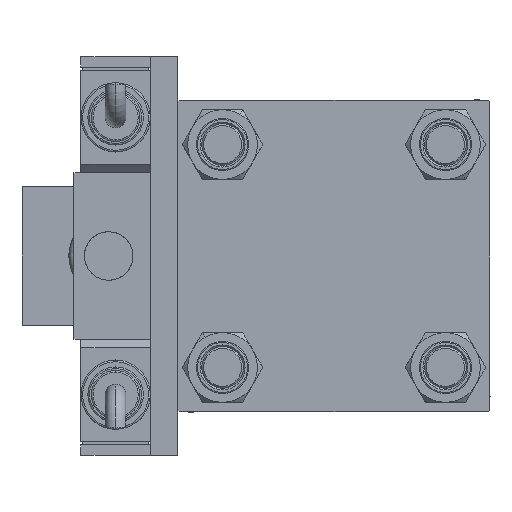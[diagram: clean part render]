
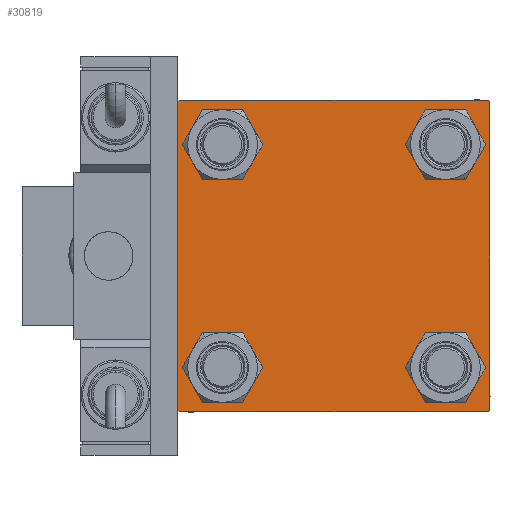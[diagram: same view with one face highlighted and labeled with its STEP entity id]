
A CAD part, left-side view. The second image highlights one B-rep face of the part: STEP entity #30819.
In plain terms, the highlighted planar face has unit normal (-1, 0, 0).
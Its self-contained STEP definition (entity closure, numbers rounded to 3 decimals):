
#264 = LINE ( 'NONE', #22213, #34754 ) ;
#583 = AXIS2_PLACEMENT_3D ( 'NONE', #21252, #11865, #8150 ) ;
#1502 = EDGE_CURVE ( 'NONE', #55642, #56412, #22631, .T. ) ;
#1959 = DIRECTION ( 'NONE',  ( 0., -1., 0. ) ) ;
#2150 = EDGE_CURVE ( 'NONE', #35887, #14122, #28494, .T. ) ;
#2972 = ORIENTED_EDGE ( 'NONE', *, *, #34607, .F. ) ;
#3102 = CIRCLE ( 'NONE', #20393, 6.5 ) ;
#3161 = DIRECTION ( 'NONE',  ( 0., 0., 1. ) ) ;
#3472 = EDGE_CURVE ( 'NONE', #42747, #52146, #39310, .T. ) ;
#3751 = VECTOR ( 'NONE', #24208, 1000. ) ;
#3900 = VERTEX_POINT ( 'NONE', #45045 ) ;
#3982 = CARTESIAN_POINT ( 'NONE',  ( 0., -32.15, -25.65 ) ) ;
#4212 = CARTESIAN_POINT ( 'NONE',  ( 0., -32.15, 32.15 ) ) ;
#4829 = EDGE_LOOP ( 'NONE', ( #10969, #39746 ) ) ;
#5575 = EDGE_LOOP ( 'NONE', ( #45139, #13876, #8819, #28797, #32874, #38849, #2972, #52987 ) ) ;
#5678 = DIRECTION ( 'NONE',  ( 0., -0.707, -0.707 ) ) ;
#5955 = EDGE_LOOP ( 'NONE', ( #41826, #45221 ) ) ;
#6353 = CARTESIAN_POINT ( 'NONE',  ( 0., -32.15, -38.65 ) ) ;
#6493 = CARTESIAN_POINT ( 'NONE',  ( 0., 45., -44.5 ) ) ;
#6992 = DIRECTION ( 'NONE',  ( 0., 0., 1. ) ) ;
#7418 = LINE ( 'NONE', #24810, #44841 ) ;
#8150 = DIRECTION ( 'NONE',  ( 0., 0., 1. ) ) ;
#8638 = CARTESIAN_POINT ( 'NONE',  ( 0., 44.5, 45. ) ) ;
#8819 = ORIENTED_EDGE ( 'NONE', *, *, #52974, .T. ) ;
#9438 = EDGE_CURVE ( 'NONE', #37050, #56412, #21108, .T. ) ;
#9544 = CARTESIAN_POINT ( 'NONE',  ( 0., -45., 45. ) ) ;
#10051 = VECTOR ( 'NONE', #40054, 1000. ) ;
#10063 = ORIENTED_EDGE ( 'NONE', *, *, #23559, .T. ) ;
#10653 = CIRCLE ( 'NONE', #583, 6.5 ) ;
#10969 = ORIENTED_EDGE ( 'NONE', *, *, #43764, .T. ) ;
#11739 = ORIENTED_EDGE ( 'NONE', *, *, #42259, .T. ) ;
#11865 = DIRECTION ( 'NONE',  ( 1., 0., 0. ) ) ;
#12837 = DIRECTION ( 'NONE',  ( 0., -0.707, 0.707 ) ) ;
#13876 = ORIENTED_EDGE ( 'NONE', *, *, #36183, .T. ) ;
#13895 = LINE ( 'NONE', #31295, #53108 ) ;
#14122 = VERTEX_POINT ( 'NONE', #6493 ) ;
#14876 = CARTESIAN_POINT ( 'NONE',  ( 0., -44.5, -45. ) ) ;
#15993 = VECTOR ( 'NONE', #1959, 1000. ) ;
#16331 = CARTESIAN_POINT ( 'NONE',  ( 0., 32.15, -32.15 ) ) ;
#17121 = CARTESIAN_POINT ( 'NONE',  ( 0., 32.15, 32.15 ) ) ;
#19074 = LINE ( 'NONE', #19360, #36949 ) ;
#19360 = CARTESIAN_POINT ( 'NONE',  ( 0., 44.75, -44.75 ) ) ;
#19375 = CARTESIAN_POINT ( 'NONE',  ( 0., 45., 45. ) ) ;
#19649 = VERTEX_POINT ( 'NONE', #23542 ) ;
#19812 = FACE_BOUND ( 'NONE', #5955, .T. ) ;
#20393 = AXIS2_PLACEMENT_3D ( 'NONE', #36848, #54505, #45672 ) ;
#20644 = DIRECTION ( 'NONE',  ( 0., 0., 1. ) ) ;
#20758 = DIRECTION ( 'NONE',  ( 1., 0., 0. ) ) ;
#21108 = LINE ( 'NONE', #47345, #51376 ) ;
#21173 = DIRECTION ( 'NONE',  ( 0., 0., 1. ) ) ;
#21252 = CARTESIAN_POINT ( 'NONE',  ( 0., 32.15, 32.15 ) ) ;
#22213 = CARTESIAN_POINT ( 'NONE',  ( 0., -44.75, 44.75 ) ) ;
#22270 = VERTEX_POINT ( 'NONE', #6353 ) ;
#22631 = LINE ( 'NONE', #9544, #10051 ) ;
#22824 = DIRECTION ( 'NONE',  ( 1., 0., 0. ) ) ;
#23542 = CARTESIAN_POINT ( 'NONE',  ( 0., 44.5, -45. ) ) ;
#23559 = EDGE_CURVE ( 'NONE', #23721, #22270, #42036, .T. ) ;
#23721 = VERTEX_POINT ( 'NONE', #3982 ) ;
#23720 = EDGE_CURVE ( 'NONE', #55642, #24095, #264, .T. ) ;
#23723 = AXIS2_PLACEMENT_3D ( 'NONE', #16331, #22824, #48228 ) ;
#24095 = VERTEX_POINT ( 'NONE', #41779 ) ;
#24208 = DIRECTION ( 'NONE',  ( 0., 0., -1. ) ) ;
#24603 = EDGE_CURVE ( 'NONE', #45711, #35887, #7418, .T. ) ;
#24810 = CARTESIAN_POINT ( 'NONE',  ( 0., 44.75, 44.75 ) ) ;
#26018 = DIRECTION ( 'NONE',  ( 1., 0., 0. ) ) ;
#28494 = LINE ( 'NONE', #19375, #3751 ) ;
#28664 = CARTESIAN_POINT ( 'NONE',  ( 0., -32.15, -32.15 ) ) ;
#28797 = ORIENTED_EDGE ( 'NONE', *, *, #9438, .T. ) ;
#29043 = LINE ( 'NONE', #41036, #15993 ) ;
#29777 = FACE_BOUND ( 'NONE', #4829, .T. ) ;
#30313 = CARTESIAN_POINT ( 'NONE',  ( 0., -32.15, 32.15 ) ) ;
#30819 = ADVANCED_FACE ( 'NONE', ( #55426, #33212, #29777, #19812, #55706 ), #54864, .T. ) ;
#31295 = CARTESIAN_POINT ( 'NONE',  ( 0., 45., -45. ) ) ;
#32031 = AXIS2_PLACEMENT_3D ( 'NONE', #37098, #52853, #39766 ) ;
#32874 = ORIENTED_EDGE ( 'NONE', *, *, #1502, .F. ) ;
#33140 = VERTEX_POINT ( 'NONE', #37158 ) ;
#33212 = FACE_BOUND ( 'NONE', #36177, .T. ) ;
#33846 = AXIS2_PLACEMENT_3D ( 'NONE', #30313, #26018, #21173 ) ;
#34607 = EDGE_CURVE ( 'NONE', #45711, #24095, #29043, .T. ) ;
#34716 = EDGE_CURVE ( 'NONE', #52146, #42747, #52417, .T. ) ;
#34754 = VECTOR ( 'NONE', #43048, 1000. ) ;
#34930 = AXIS2_PLACEMENT_3D ( 'NONE', #17121, #56182, #3161 ) ;
#34975 = CARTESIAN_POINT ( 'NONE',  ( 0., -45., 44.5 ) ) ;
#35887 = VERTEX_POINT ( 'NONE', #45645 ) ;
#35974 = CARTESIAN_POINT ( 'NONE',  ( 0., 32.15, -38.65 ) ) ;
#36177 = EDGE_LOOP ( 'NONE', ( #10063, #11739 ) ) ;
#36183 = EDGE_CURVE ( 'NONE', #14122, #19649, #19074, .T. ) ;
#36437 = AXIS2_PLACEMENT_3D ( 'NONE', #28664, #45210, #6992 ) ;
#36848 = CARTESIAN_POINT ( 'NONE',  ( 0., 32.15, -32.15 ) ) ;
#36949 = VECTOR ( 'NONE', #5678, 1000. ) ;
#37045 = CARTESIAN_POINT ( 'NONE',  ( 0., 32.15, 25.65 ) ) ;
#37050 = VERTEX_POINT ( 'NONE', #14876 ) ;
#37098 = CARTESIAN_POINT ( 'NONE',  ( 0., -32.15, -32.15 ) ) ;
#37158 = CARTESIAN_POINT ( 'NONE',  ( 0., 32.15, 38.65 ) ) ;
#37387 = EDGE_CURVE ( 'NONE', #47642, #33140, #10653, .T. ) ;
#38605 = ORIENTED_EDGE ( 'NONE', *, *, #34716, .T. ) ;
#38704 = AXIS2_PLACEMENT_3D ( 'NONE', #46882, #54578, #20644 ) ;
#38729 = DIRECTION ( 'NONE',  ( 0., -1., 0. ) ) ;
#38742 = AXIS2_PLACEMENT_3D ( 'NONE', #4212, #20758, #42997 ) ;
#38849 = ORIENTED_EDGE ( 'NONE', *, *, #23720, .T. ) ;
#39310 = CIRCLE ( 'NONE', #33846, 6.5 ) ;
#39746 = ORIENTED_EDGE ( 'NONE', *, *, #53607, .T. ) ;
#39766 = DIRECTION ( 'NONE',  ( 0., 0., 1. ) ) ;
#40054 = DIRECTION ( 'NONE',  ( 0., 0., -1. ) ) ;
#40100 = CIRCLE ( 'NONE', #36437, 6.5 ) ;
#40141 = EDGE_LOOP ( 'NONE', ( #44104, #38605 ) ) ;
#41036 = CARTESIAN_POINT ( 'NONE',  ( 0., 45., 45. ) ) ;
#41779 = CARTESIAN_POINT ( 'NONE',  ( 0., -44.5, 45. ) ) ;
#41826 = ORIENTED_EDGE ( 'NONE', *, *, #52617, .T. ) ;
#42036 = CIRCLE ( 'NONE', #32031, 6.5 ) ;
#42259 = EDGE_CURVE ( 'NONE', #22270, #23721, #40100, .T. ) ;
#42696 = CARTESIAN_POINT ( 'NONE',  ( 0., -45., -44.5 ) ) ;
#42747 = VERTEX_POINT ( 'NONE', #47376 ) ;
#42997 = DIRECTION ( 'NONE',  ( 0., 0., 1. ) ) ;
#43048 = DIRECTION ( 'NONE',  ( 0., 0.707, 0.707 ) ) ;
#43764 = EDGE_CURVE ( 'NONE', #3900, #51001, #53765, .T. ) ;
#44104 = ORIENTED_EDGE ( 'NONE', *, *, #3472, .T. ) ;
#44841 = VECTOR ( 'NONE', #54473, 1000. ) ;
#45045 = CARTESIAN_POINT ( 'NONE',  ( 0., 32.15, -25.65 ) ) ;
#45139 = ORIENTED_EDGE ( 'NONE', *, *, #2150, .T. ) ;
#45210 = DIRECTION ( 'NONE',  ( 1., 0., 0. ) ) ;
#45221 = ORIENTED_EDGE ( 'NONE', *, *, #37387, .T. ) ;
#45645 = CARTESIAN_POINT ( 'NONE',  ( 0., 45., 44.5 ) ) ;
#45672 = DIRECTION ( 'NONE',  ( 0., 0., 1. ) ) ;
#45711 = VERTEX_POINT ( 'NONE', #8638 ) ;
#46882 = CARTESIAN_POINT ( 'NONE',  ( 0., 0., 0. ) ) ;
#47345 = CARTESIAN_POINT ( 'NONE',  ( 0., -44.75, -44.75 ) ) ;
#47376 = CARTESIAN_POINT ( 'NONE',  ( 0., -32.15, 38.65 ) ) ;
#47642 = VERTEX_POINT ( 'NONE', #37045 ) ;
#48228 = DIRECTION ( 'NONE',  ( 0., 0., 1. ) ) ;
#48551 = CIRCLE ( 'NONE', #34930, 6.5 ) ;
#51001 = VERTEX_POINT ( 'NONE', #35974 ) ;
#51376 = VECTOR ( 'NONE', #12837, 1000. ) ;
#52146 = VERTEX_POINT ( 'NONE', #54911 ) ;
#52417 = CIRCLE ( 'NONE', #38742, 6.5 ) ;
#52617 = EDGE_CURVE ( 'NONE', #33140, #47642, #48551, .T. ) ;
#52853 = DIRECTION ( 'NONE',  ( 1., 0., 0. ) ) ;
#52974 = EDGE_CURVE ( 'NONE', #19649, #37050, #13895, .T. ) ;
#52987 = ORIENTED_EDGE ( 'NONE', *, *, #24603, .T. ) ;
#53108 = VECTOR ( 'NONE', #38729, 1000. ) ;
#53607 = EDGE_CURVE ( 'NONE', #51001, #3900, #3102, .T. ) ;
#53765 = CIRCLE ( 'NONE', #23723, 6.5 ) ;
#54473 = DIRECTION ( 'NONE',  ( 0., 0.707, -0.707 ) ) ;
#54505 = DIRECTION ( 'NONE',  ( 1., 0., 0. ) ) ;
#54578 = DIRECTION ( 'NONE',  ( -1., 0., 0. ) ) ;
#54864 = PLANE ( 'NONE',  #38704 ) ;
#54911 = CARTESIAN_POINT ( 'NONE',  ( 0., -32.15, 25.65 ) ) ;
#55426 = FACE_BOUND ( 'NONE', #40141, .T. ) ;
#55642 = VERTEX_POINT ( 'NONE', #34975 ) ;
#55706 = FACE_OUTER_BOUND ( 'NONE', #5575, .T. ) ;
#56182 = DIRECTION ( 'NONE',  ( 1., 0., 0. ) ) ;
#56412 = VERTEX_POINT ( 'NONE', #42696 ) ;
